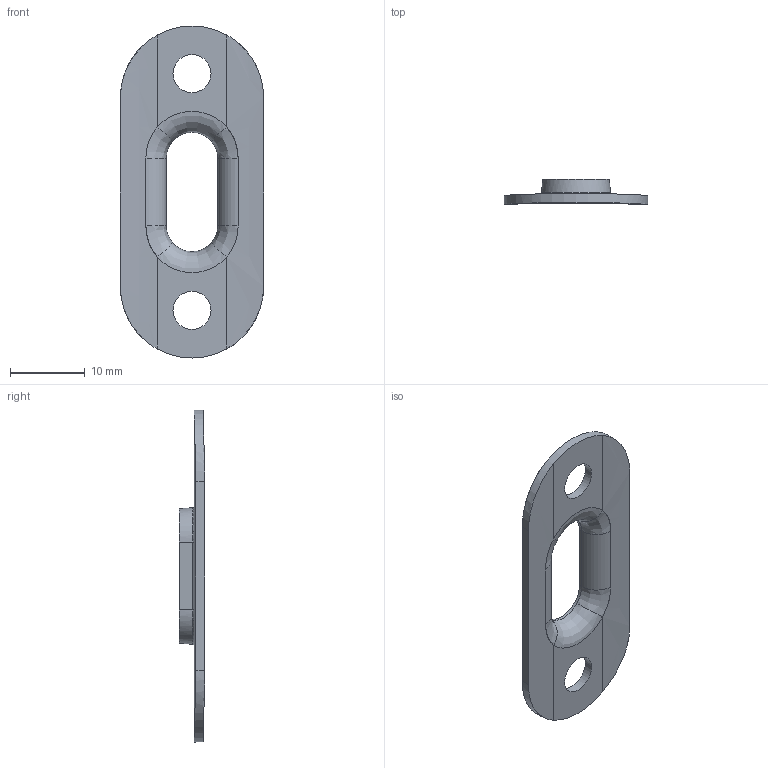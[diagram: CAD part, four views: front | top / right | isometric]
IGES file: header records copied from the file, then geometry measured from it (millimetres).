
Start section:  PTC IGES file: a4283.igs
Global section: file name: a4283.igs; native system: Creo Parametric by PTC Inc.; preprocessor: 2018100; author: richard.hartley; organization: Unknown; date: 20190418.114344; units: millimetre
Bounding box: 19.2 x 3.4 x 44.5 mm (x, y, z)
Surface area: 1605.4 mm2 (no closed solid volume)
Topology: 0 solids, 0 shells, 41 faces, 208 edges, 208 vertices
Faces by surface type: revolution 22, bspline 19
